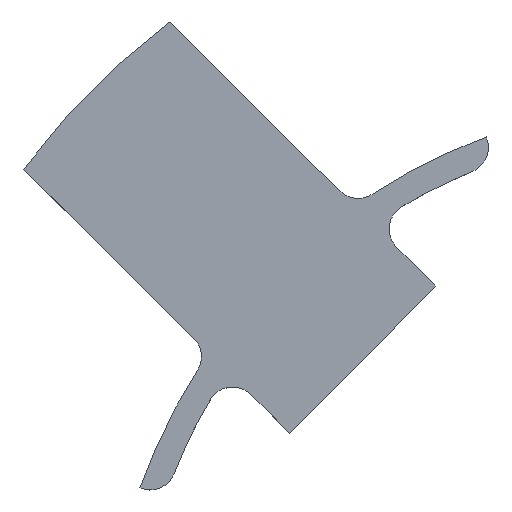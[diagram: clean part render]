
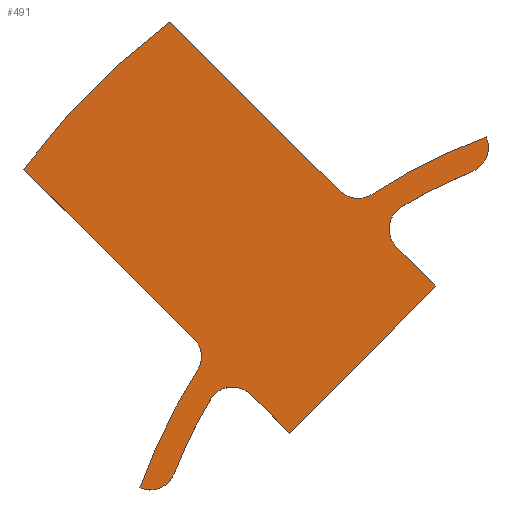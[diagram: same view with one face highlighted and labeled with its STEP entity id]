
A CAD part, top view. The second image highlights one B-rep face of the part: STEP entity #491.
In plain terms, the highlighted face is planar.
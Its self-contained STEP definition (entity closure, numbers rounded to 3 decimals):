
#54=LINE('',#797,#100);
#57=LINE('',#803,#103);
#58=LINE('',#811,#104);
#59=LINE('',#817,#105);
#60=LINE('',#821,#106);
#61=LINE('',#827,#107);
#62=LINE('',#835,#108);
#100=VECTOR('',#632,1000.);
#103=VECTOR('',#637,1000.);
#104=VECTOR('',#644,1000.);
#105=VECTOR('',#649,1000.);
#106=VECTOR('',#652,1000.);
#107=VECTOR('',#657,1000.);
#108=VECTOR('',#664,1000.);
#163=ORIENTED_EDGE('',*,*,#306,.F.);
#164=ORIENTED_EDGE('',*,*,#303,.T.);
#165=ORIENTED_EDGE('',*,*,#307,.T.);
#166=ORIENTED_EDGE('',*,*,#308,.F.);
#167=ORIENTED_EDGE('',*,*,#309,.F.);
#168=ORIENTED_EDGE('',*,*,#310,.T.);
#169=ORIENTED_EDGE('',*,*,#311,.T.);
#170=ORIENTED_EDGE('',*,*,#312,.F.);
#171=ORIENTED_EDGE('',*,*,#313,.T.);
#172=ORIENTED_EDGE('',*,*,#314,.F.);
#173=ORIENTED_EDGE('',*,*,#315,.T.);
#174=ORIENTED_EDGE('',*,*,#316,.T.);
#175=ORIENTED_EDGE('',*,*,#317,.F.);
#176=ORIENTED_EDGE('',*,*,#318,.F.);
#177=ORIENTED_EDGE('',*,*,#319,.F.);
#178=ORIENTED_EDGE('',*,*,#320,.T.);
#179=ORIENTED_EDGE('',*,*,#321,.T.);
#180=ORIENTED_EDGE('',*,*,#322,.F.);
#303=EDGE_CURVE('',#375,#376,#54,.T.);
#306=EDGE_CURVE('',#375,#377,#57,.T.);
#307=EDGE_CURVE('',#376,#378,#410,.T.);
#308=EDGE_CURVE('',#379,#378,#411,.F.);
#309=EDGE_CURVE('',#380,#379,#412,.T.);
#310=EDGE_CURVE('',#380,#381,#58,.F.);
#311=EDGE_CURVE('',#381,#382,#413,.F.);
#312=EDGE_CURVE('',#383,#382,#414,.F.);
#313=EDGE_CURVE('',#383,#384,#59,.T.);
#314=EDGE_CURVE('',#385,#384,#415,.T.);
#315=EDGE_CURVE('',#385,#386,#60,.T.);
#316=EDGE_CURVE('',#386,#387,#416,.T.);
#317=EDGE_CURVE('',#388,#387,#417,.T.);
#318=EDGE_CURVE('',#389,#388,#61,.T.);
#319=EDGE_CURVE('',#390,#389,#418,.T.);
#320=EDGE_CURVE('',#390,#391,#419,.T.);
#321=EDGE_CURVE('',#391,#392,#420,.T.);
#322=EDGE_CURVE('',#377,#392,#62,.T.);
#375=VERTEX_POINT('',#798);
#376=VERTEX_POINT('',#799);
#377=VERTEX_POINT('',#804);
#378=VERTEX_POINT('',#806);
#379=VERTEX_POINT('',#808);
#380=VERTEX_POINT('',#810);
#381=VERTEX_POINT('',#812);
#382=VERTEX_POINT('',#814);
#383=VERTEX_POINT('',#816);
#384=VERTEX_POINT('',#818);
#385=VERTEX_POINT('',#820);
#386=VERTEX_POINT('',#822);
#387=VERTEX_POINT('',#824);
#388=VERTEX_POINT('',#826);
#389=VERTEX_POINT('',#828);
#390=VERTEX_POINT('',#830);
#391=VERTEX_POINT('',#832);
#392=VERTEX_POINT('',#834);
#410=CIRCLE('',#548,1.);
#411=CIRCLE('',#549,21.);
#412=CIRCLE('',#550,1.);
#413=CIRCLE('',#551,22.5);
#414=CIRCLE('',#552,1.);
#415=CIRCLE('',#553,28.);
#416=CIRCLE('',#554,1.);
#417=CIRCLE('',#555,22.5);
#418=CIRCLE('',#556,1.);
#419=CIRCLE('',#557,21.);
#420=CIRCLE('',#558,1.);
#426=EDGE_LOOP('',(#163,#164,#165,#166,#167,#168,#169,#170,#171,#172,#173,
#174,#175,#176,#177,#178,#179,#180));
#452=FACE_BOUND('',#426,.T.);
#478=PLANE('',#547);
#491=ADVANCED_FACE('',(#452),#478,.F.);
#547=AXIS2_PLACEMENT_3D('',#802,#635,#636);
#548=AXIS2_PLACEMENT_3D('',#805,#638,#639);
#549=AXIS2_PLACEMENT_3D('',#807,#640,#641);
#550=AXIS2_PLACEMENT_3D('',#809,#642,#643);
#551=AXIS2_PLACEMENT_3D('',#813,#645,#646);
#552=AXIS2_PLACEMENT_3D('',#815,#647,#648);
#553=AXIS2_PLACEMENT_3D('',#819,#650,#651);
#554=AXIS2_PLACEMENT_3D('',#823,#653,#654);
#555=AXIS2_PLACEMENT_3D('',#825,#655,#656);
#556=AXIS2_PLACEMENT_3D('',#829,#658,#659);
#557=AXIS2_PLACEMENT_3D('',#831,#660,#661);
#558=AXIS2_PLACEMENT_3D('',#833,#662,#663);
#632=DIRECTION('',(0.71,0.704,0.));
#635=DIRECTION('',(0.,0.,1.));
#636=DIRECTION('',(1.,0.,0.));
#637=DIRECTION('',(0.704,-0.71,0.));
#638=DIRECTION('',(0.,0.,1.));
#639=DIRECTION('',(1.,0.,0.));
#640=DIRECTION('',(0.,0.,1.));
#641=DIRECTION('',(1.,0.,0.));
#642=DIRECTION('',(0.,0.,1.));
#643=DIRECTION('',(1.,0.,0.));
#644=DIRECTION('',(-0.365,-0.931,0.));
#645=DIRECTION('',(0.,0.,1.));
#646=DIRECTION('',(1.,0.,0.));
#647=DIRECTION('',(0.,0.,1.));
#648=DIRECTION('',(1.,0.,0.));
#649=DIRECTION('',(0.71,0.704,0.));
#650=DIRECTION('',(0.,0.,1.));
#651=DIRECTION('',(1.,0.,0.));
#652=DIRECTION('',(-0.71,-0.704,0.));
#653=DIRECTION('',(0.,0.,1.));
#654=DIRECTION('',(1.,0.,0.));
#655=DIRECTION('',(0.,0.,1.));
#656=DIRECTION('',(1.,0.,0.));
#657=DIRECTION('',(0.936,0.353,0.));
#658=DIRECTION('',(0.,0.,1.));
#659=DIRECTION('',(1.,0.,0.));
#660=DIRECTION('',(0.,0.,1.));
#661=DIRECTION('',(1.,0.,0.));
#662=DIRECTION('',(0.,0.,1.));
#663=DIRECTION('',(1.,0.,0.));
#664=DIRECTION('',(0.71,0.704,0.));
#797=CARTESIAN_POINT('',(15.078,45.595,0.));
#798=CARTESIAN_POINT('',(9.428,39.989,0.));
#799=CARTESIAN_POINT('',(10.929,41.479,0.));
#802=CARTESIAN_POINT('',(0.,25.,0.));
#803=CARTESIAN_POINT('',(12.245,37.15,0.));
#804=CARTESIAN_POINT('',(15.063,34.31,0.));
#805=CARTESIAN_POINT('',(10.225,42.189,0.));
#806=CARTESIAN_POINT('',(10.736,43.048,0.));
#807=CARTESIAN_POINT('',(0.,25.,0.));
#808=CARTESIAN_POINT('',(8.014,44.411,0.));
#809=CARTESIAN_POINT('',(8.396,45.335,0.));
#810=CARTESIAN_POINT('',(7.465,45.7,0.));
#811=CARTESIAN_POINT('',(3.287,35.046,0.));
#812=CARTESIAN_POINT('',(7.48,45.74,0.));
#813=CARTESIAN_POINT('',(-0.355,24.648,0.));
#814=CARTESIAN_POINT('',(11.88,43.531,0.));
#815=CARTESIAN_POINT('',(12.423,44.37,0.));
#816=CARTESIAN_POINT('',(13.128,43.66,0.));
#817=CARTESIAN_POINT('',(15.078,45.595,0.));
#818=CARTESIAN_POINT('',(19.695,50.176,0.));
#819=CARTESIAN_POINT('',(2.839,27.817,0.));
#820=CARTESIAN_POINT('',(25.329,44.497,0.));
#821=CARTESIAN_POINT('',(15.775,35.017,0.));
#822=CARTESIAN_POINT('',(18.762,37.981,0.));
#823=CARTESIAN_POINT('',(19.467,37.271,0.));
#824=CARTESIAN_POINT('',(18.623,36.734,0.));
#825=CARTESIAN_POINT('',(-0.355,24.648,0.));
#826=CARTESIAN_POINT('',(20.839,32.201,0.));
#827=CARTESIAN_POINT('',(0.218,24.423,0.));
#828=CARTESIAN_POINT('',(20.799,32.186,0.));
#829=CARTESIAN_POINT('',(20.446,33.122,0.));
#830=CARTESIAN_POINT('',(19.517,32.753,0.));
#831=CARTESIAN_POINT('',(0.,25.,0.));
#832=CARTESIAN_POINT('',(18.132,35.594,0.));
#833=CARTESIAN_POINT('',(17.268,35.09,0.));
#834=CARTESIAN_POINT('',(16.564,35.8,0.));
#835=CARTESIAN_POINT('',(2.817,22.161,0.));
